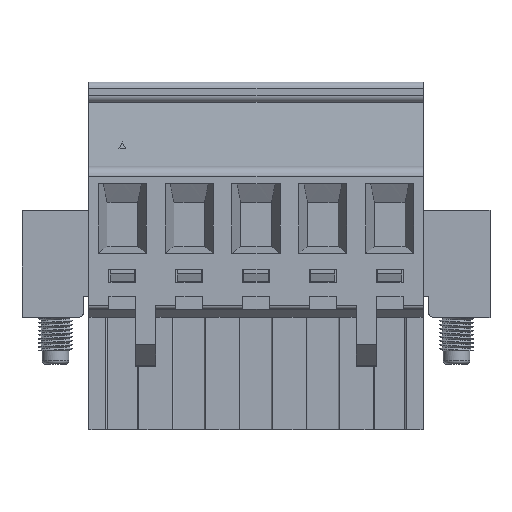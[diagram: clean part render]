
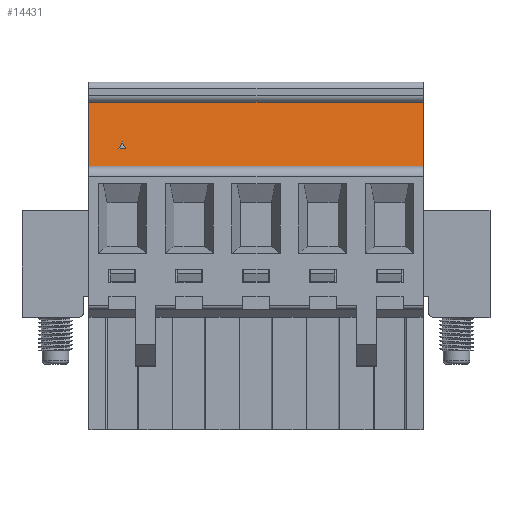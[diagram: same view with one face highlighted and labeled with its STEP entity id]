
A CAD part, top view. The second image highlights one B-rep face of the part: STEP entity #14431.
In plain terms, the highlighted planar face has unit normal (0, 0.144, 0.99).
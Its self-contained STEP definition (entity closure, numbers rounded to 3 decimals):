
#89 = VECTOR ( 'NONE', #9921, 1000. ) ;
#242 = VECTOR ( 'NONE', #39328, 1000. ) ;
#702 = VERTEX_POINT ( 'NONE', #33233 ) ;
#1069 = CARTESIAN_POINT ( 'NONE',  ( 25., 24.5, 10.3 ) ) ;
#4251 = AXIS2_PLACEMENT_3D ( 'NONE', #1069, #30440, #23984 ) ;
#5009 = EDGE_CURVE ( 'NONE', #702, #27282, #5644, .T. ) ;
#5644 = LINE ( 'NONE', #22347, #39601 ) ;
#6519 = VERTEX_POINT ( 'NONE', #11300 ) ;
#6966 = CARTESIAN_POINT ( 'NONE',  ( 25., 24.5, 10.3 ) ) ;
#7196 = DIRECTION ( 'NONE',  ( -1., 0., 0. ) ) ;
#7626 = EDGE_CURVE ( 'NONE', #41974, #28219, #39950, .T. ) ;
#9363 = ORIENTED_EDGE ( 'NONE', *, *, #36841, .F. ) ;
#9921 = DIRECTION ( 'NONE',  ( 1., 0., 0. ) ) ;
#10937 = FACE_OUTER_BOUND ( 'NONE', #40632, .T. ) ;
#11300 = CARTESIAN_POINT ( 'NONE',  ( 25., 19.7, 11. ) ) ;
#11943 = VERTEX_POINT ( 'NONE', #37220 ) ;
#12009 = DIRECTION ( 'NONE',  ( -0.443, 0.887, -0.129 ) ) ;
#12562 = VECTOR ( 'NONE', #21742, 1000. ) ;
#13236 = VERTEX_POINT ( 'NONE', #19987 ) ;
#13668 = EDGE_LOOP ( 'NONE', ( #18187, #27386, #9363 ) ) ;
#14431 = ADVANCED_FACE ( 'NONE', ( #18011, #10937 ), #33649, .T. ) ;
#15325 = CARTESIAN_POINT ( 'NONE',  ( 25., 24.5, 10.3 ) ) ;
#15367 = CARTESIAN_POINT ( 'NONE',  ( 25., 19.7, 11. ) ) ;
#18011 = FACE_BOUND ( 'NONE', #13668, .T. ) ;
#18187 = ORIENTED_EDGE ( 'NONE', *, *, #30432, .F. ) ;
#19159 = CARTESIAN_POINT ( 'NONE',  ( 2.75, 21.029, 10.806 ) ) ;
#19803 = CARTESIAN_POINT ( 'NONE',  ( 8.118, 32.765, 9.095 ) ) ;
#19987 = CARTESIAN_POINT ( 'NONE',  ( 25., 24.5, 10.3 ) ) ;
#21742 = DIRECTION ( 'NONE',  ( 0., 0.99, -0.144 ) ) ;
#22306 = EDGE_CURVE ( 'NONE', #13236, #27282, #36544, .T. ) ;
#22347 = CARTESIAN_POINT ( 'NONE',  ( 0., 24.5, 10.3 ) ) ;
#23011 = LINE ( 'NONE', #19803, #242 ) ;
#23330 = VECTOR ( 'NONE', #34243, 1000. ) ;
#23801 = EDGE_CURVE ( 'NONE', #6519, #702, #40692, .T. ) ;
#23984 = DIRECTION ( 'NONE',  ( 0., -0.99, 0.144 ) ) ;
#24397 = ORIENTED_EDGE ( 'NONE', *, *, #23801, .F. ) ;
#25639 = ORIENTED_EDGE ( 'NONE', *, *, #5009, .F. ) ;
#25648 = ORIENTED_EDGE ( 'NONE', *, *, #22306, .T. ) ;
#27282 = VERTEX_POINT ( 'NONE', #41450 ) ;
#27386 = ORIENTED_EDGE ( 'NONE', *, *, #7626, .F. ) ;
#28219 = VERTEX_POINT ( 'NONE', #19159 ) ;
#30432 = EDGE_CURVE ( 'NONE', #28219, #11943, #34313, .T. ) ;
#30440 = DIRECTION ( 'NONE',  ( 0., 0.144, 0.99 ) ) ;
#30680 = VECTOR ( 'NONE', #7196, 1000. ) ;
#33233 = CARTESIAN_POINT ( 'NONE',  ( 0., 19.7, 11. ) ) ;
#33649 = PLANE ( 'NONE',  #4251 ) ;
#34243 = DIRECTION ( 'NONE',  ( -1., 0., 0. ) ) ;
#34313 = LINE ( 'NONE', #41378, #41447 ) ;
#35453 = DIRECTION ( 'NONE',  ( 0., 0.99, -0.144 ) ) ;
#36493 = CARTESIAN_POINT ( 'NONE',  ( 25., 21.029, 10.806 ) ) ;
#36544 = LINE ( 'NONE', #6966, #30680 ) ;
#36710 = EDGE_CURVE ( 'NONE', #6519, #13236, #37845, .T. ) ;
#36841 = EDGE_CURVE ( 'NONE', #11943, #41974, #23011, .T. ) ;
#37220 = CARTESIAN_POINT ( 'NONE',  ( 2.5, 21.529, 10.733 ) ) ;
#37845 = LINE ( 'NONE', #15325, #12562 ) ;
#39328 = DIRECTION ( 'NONE',  ( -0.443, -0.887, 0.129 ) ) ;
#39601 = VECTOR ( 'NONE', #35453, 1000. ) ;
#39950 = LINE ( 'NONE', #36493, #89 ) ;
#40632 = EDGE_LOOP ( 'NONE', ( #24397, #41744, #25648, #25639 ) ) ;
#40692 = LINE ( 'NONE', #15367, #23330 ) ;
#41378 = CARTESIAN_POINT ( 'NONE',  ( 5.731, 15.066, 11.676 ) ) ;
#41447 = VECTOR ( 'NONE', #12009, 1000. ) ;
#41450 = CARTESIAN_POINT ( 'NONE',  ( 0., 24.5, 10.3 ) ) ;
#41744 = ORIENTED_EDGE ( 'NONE', *, *, #36710, .T. ) ;
#41974 = VERTEX_POINT ( 'NONE', #42298 ) ;
#42298 = CARTESIAN_POINT ( 'NONE',  ( 2.25, 21.029, 10.806 ) ) ;
